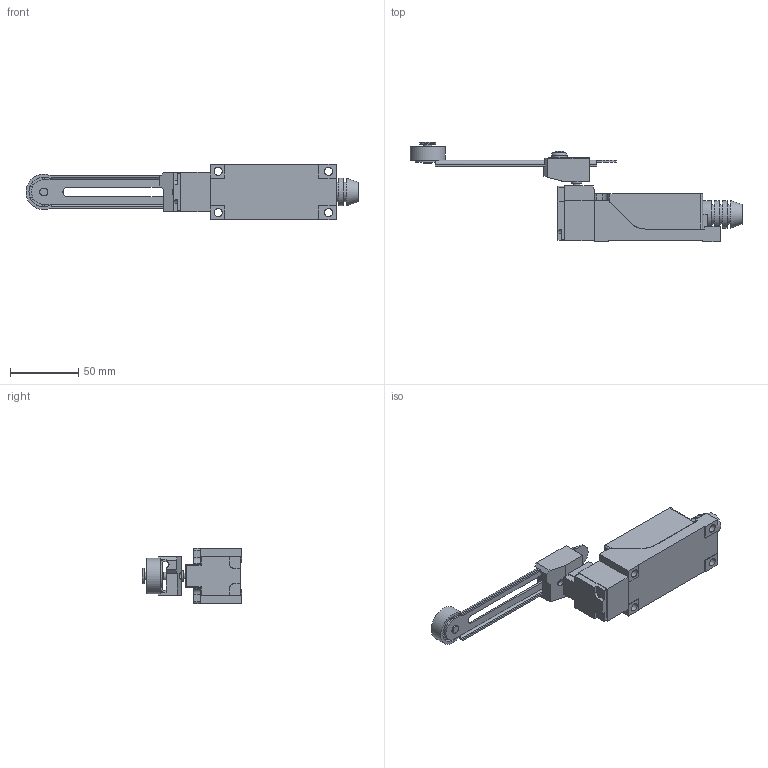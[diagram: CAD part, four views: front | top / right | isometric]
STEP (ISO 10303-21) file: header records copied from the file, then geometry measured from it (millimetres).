
FILE_DESCRIPTION(('FreeCAD Model'),'2;1');
FILE_NAME('Open CASCADE Shape Model','2025-05-05T07:02:56',('FreeCAD'),( 'FreeCAD'),'Open CASCADE STEP processor 7.6','FreeCAD','Unknown');
FILE_SCHEMA(('AUTOMOTIVE_DESIGN { 1 0 10303 214 1 1 1 1 }'));
Length unit declared in the file: millimetre
Products named in the file (1): Open CASCADE STEP translator 7.6 1
Bounding box: 242.79 x 73.05 x 40.34 mm (x, y, z)
Volume: 165411.7 mm3; surface area: 54003.7 mm2
Topology: 14 solids, 14 shells, 426 faces, 1107 edges, 722 vertices
Faces by surface type: bspline 426
Entity records: 13644 total; most frequent: CARTESIAN_POINT 7190, ORIENTED_EDGE 2206, EDGE_CURVE 1103, B_SPLINE_CURVE_WITH_KNOTS 744, VERTEX_POINT 722, FACE_BOUND 471, EDGE_LOOP 471, ADVANCED_FACE 426
